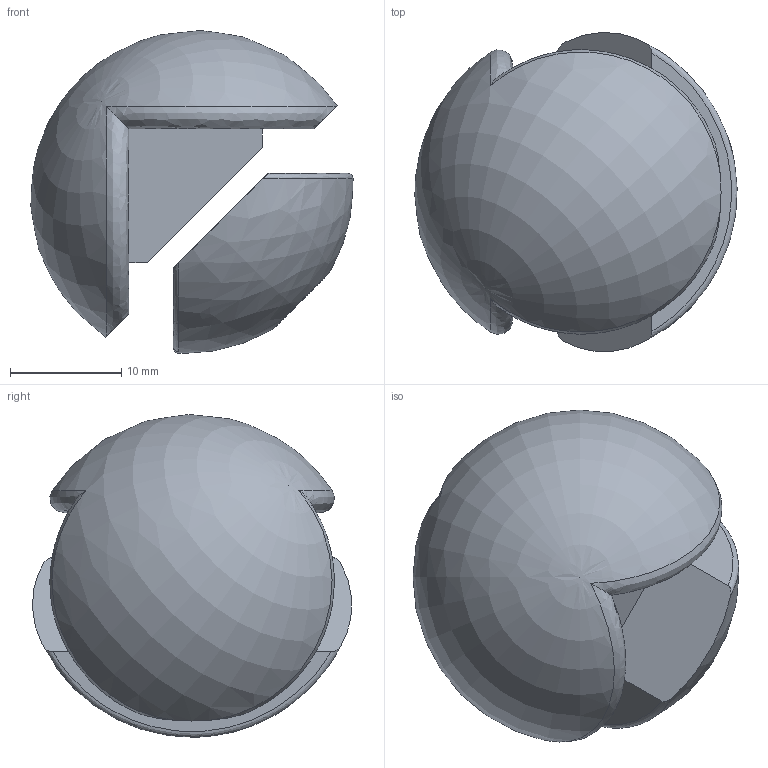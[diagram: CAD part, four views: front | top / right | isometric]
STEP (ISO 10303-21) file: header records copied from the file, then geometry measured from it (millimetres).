
FILE_DESCRIPTION(/* description */ (''),/* implementation_level */ '2;1');
FILE_NAME(/* name */ '999907b8-5514-4abb-9ced-32fb1b7a8130.stp',/* time_stamp */ '2018-09-19T23:58:44+02:00',/* author */ ('carvedblock'),/* organization */ (''),/* preprocessor_version */ 'ST-DEVELOPER v17.2',/* originating_system */ 'Autodesk Translation Framework v7.6.0.251',/* authorisation */ '');
FILE_SCHEMA (('AUTOMOTIVE_DESIGN { 1 0 10303 214 3 1 1 }'));
Length unit declared in the file: millimetre
Products named in the file (2): lulzbot taz 6 enclosure - stage2; sphere 2 side corner
Assembly tree (1 placements, depth 2):
  lulzbot taz 6 enclosure - stage2
    sphere 2 side corner
Bounding box: 28.94 x 28.66 x 28.99 mm (x, y, z)
Volume: 9401.2 mm3; surface area: 3841.6 mm2
Topology: 2 solids, 2 shells, 26 faces, 69 edges, 47 vertices
Faces by surface type: plane 14, bspline 9, cylinder 3
Full cylindrical faces by diameter (mm): 2.8 x1, 3.8 x1, 6 x1
Entity records: 2243 total; most frequent: CARTESIAN_POINT 1611, ORIENTED_EDGE 136, DIRECTION 81, EDGE_CURVE 68, VERTEX_POINT 48, B_SPLINE_CURVE_WITH_KNOTS 35, EDGE_LOOP 30, AXIS2_PLACEMENT_3D 28
